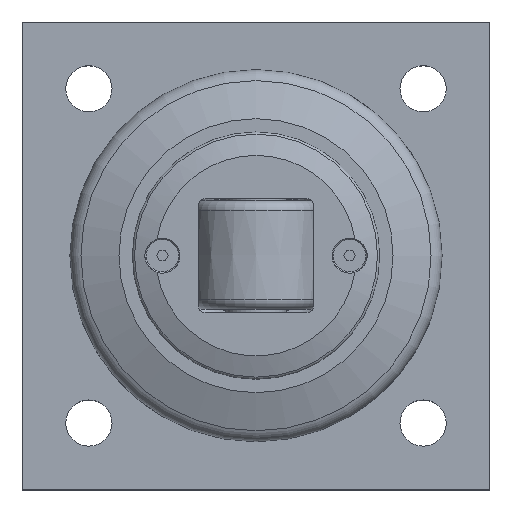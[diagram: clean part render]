
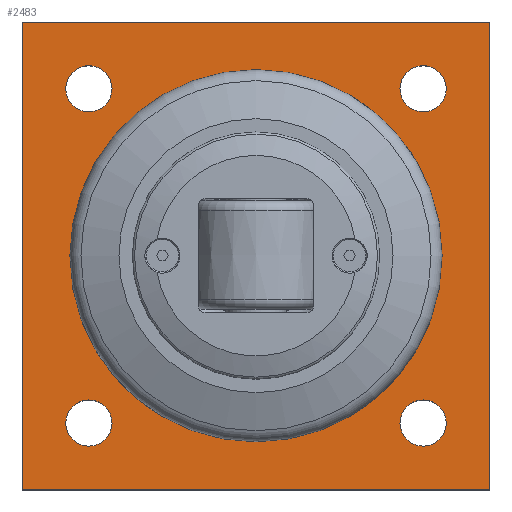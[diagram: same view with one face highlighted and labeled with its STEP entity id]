
A CAD part, top view. The second image highlights one B-rep face of the part: STEP entity #2483.
In plain terms, the highlighted planar face has unit normal (0, 0, 1).
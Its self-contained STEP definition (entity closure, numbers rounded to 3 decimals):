
#74=FACE_BOUND('',#435,.T.);
#75=FACE_BOUND('',#436,.T.);
#76=FACE_BOUND('',#437,.T.);
#77=FACE_BOUND('',#438,.T.);
#78=FACE_BOUND('',#439,.T.);
#139=PLANE('',#2799);
#277=FACE_OUTER_BOUND('',#434,.T.);
#434=EDGE_LOOP('',(#2122,#2123,#2124,#2125));
#435=EDGE_LOOP('',(#2126));
#436=EDGE_LOOP('',(#2127,#2128));
#437=EDGE_LOOP('',(#2129,#2130));
#438=EDGE_LOOP('',(#2131,#2132));
#439=EDGE_LOOP('',(#2133,#2134));
#568=LINE('',#4507,#697);
#572=LINE('',#4515,#701);
#575=LINE('',#4521,#704);
#578=LINE('',#4526,#707);
#697=VECTOR('',#3506,10.);
#701=VECTOR('',#3512,10.);
#704=VECTOR('',#3517,10.);
#707=VECTOR('',#3522,10.);
#864=CIRCLE('',#2770,35.);
#870=CIRCLE('',#2779,6.918);
#871=CIRCLE('',#2780,6.918);
#873=CIRCLE('',#2783,6.918);
#874=CIRCLE('',#2784,6.918);
#876=CIRCLE('',#2787,6.918);
#877=CIRCLE('',#2788,6.918);
#879=CIRCLE('',#2791,6.918);
#880=CIRCLE('',#2792,6.918);
#1103=VERTEX_POINT('',#4456);
#1109=VERTEX_POINT('',#4473);
#1110=VERTEX_POINT('',#4474);
#1112=VERTEX_POINT('',#4481);
#1113=VERTEX_POINT('',#4482);
#1115=VERTEX_POINT('',#4489);
#1116=VERTEX_POINT('',#4490);
#1118=VERTEX_POINT('',#4497);
#1119=VERTEX_POINT('',#4498);
#1121=VERTEX_POINT('',#4505);
#1122=VERTEX_POINT('',#4506);
#1125=VERTEX_POINT('',#4514);
#1127=VERTEX_POINT('',#4520);
#1435=EDGE_CURVE('',#1103,#1103,#864,.T.);
#1442=EDGE_CURVE('',#1109,#1110,#870,.T.);
#1443=EDGE_CURVE('',#1110,#1109,#871,.T.);
#1446=EDGE_CURVE('',#1112,#1113,#873,.T.);
#1447=EDGE_CURVE('',#1113,#1112,#874,.T.);
#1450=EDGE_CURVE('',#1115,#1116,#876,.T.);
#1451=EDGE_CURVE('',#1116,#1115,#877,.T.);
#1454=EDGE_CURVE('',#1118,#1119,#879,.T.);
#1455=EDGE_CURVE('',#1119,#1118,#880,.T.);
#1458=EDGE_CURVE('',#1121,#1122,#568,.T.);
#1462=EDGE_CURVE('',#1122,#1125,#572,.T.);
#1465=EDGE_CURVE('',#1125,#1127,#575,.T.);
#1468=EDGE_CURVE('',#1127,#1121,#578,.T.);
#2122=ORIENTED_EDGE('',*,*,#1458,.F.);
#2123=ORIENTED_EDGE('',*,*,#1468,.F.);
#2124=ORIENTED_EDGE('',*,*,#1465,.F.);
#2125=ORIENTED_EDGE('',*,*,#1462,.F.);
#2126=ORIENTED_EDGE('',*,*,#1435,.T.);
#2127=ORIENTED_EDGE('',*,*,#1442,.T.);
#2128=ORIENTED_EDGE('',*,*,#1443,.T.);
#2129=ORIENTED_EDGE('',*,*,#1446,.T.);
#2130=ORIENTED_EDGE('',*,*,#1447,.T.);
#2131=ORIENTED_EDGE('',*,*,#1450,.T.);
#2132=ORIENTED_EDGE('',*,*,#1451,.T.);
#2133=ORIENTED_EDGE('',*,*,#1454,.T.);
#2134=ORIENTED_EDGE('',*,*,#1455,.T.);
#2483=ADVANCED_FACE('',(#277,#74,#75,#76,#77,#78),#139,.T.);
#2770=AXIS2_PLACEMENT_3D('',#4458,#3451,#3452);
#2779=AXIS2_PLACEMENT_3D('',#4475,#3470,#3471);
#2780=AXIS2_PLACEMENT_3D('',#4476,#3472,#3473);
#2783=AXIS2_PLACEMENT_3D('',#4483,#3479,#3480);
#2784=AXIS2_PLACEMENT_3D('',#4484,#3481,#3482);
#2787=AXIS2_PLACEMENT_3D('',#4491,#3488,#3489);
#2788=AXIS2_PLACEMENT_3D('',#4492,#3490,#3491);
#2791=AXIS2_PLACEMENT_3D('',#4499,#3497,#3498);
#2792=AXIS2_PLACEMENT_3D('',#4500,#3499,#3500);
#2799=AXIS2_PLACEMENT_3D('',#4529,#3526,#3527);
#3451=DIRECTION('center_axis',(0.,0.,-1.));
#3452=DIRECTION('ref_axis',(-1.,0.,0.));
#3470=DIRECTION('center_axis',(0.,0.,-1.));
#3471=DIRECTION('ref_axis',(1.,0.,0.));
#3472=DIRECTION('center_axis',(0.,0.,-1.));
#3473=DIRECTION('ref_axis',(1.,0.,0.));
#3479=DIRECTION('center_axis',(0.,0.,-1.));
#3480=DIRECTION('ref_axis',(1.,0.,0.));
#3481=DIRECTION('center_axis',(0.,0.,-1.));
#3482=DIRECTION('ref_axis',(1.,0.,0.));
#3488=DIRECTION('center_axis',(0.,0.,-1.));
#3489=DIRECTION('ref_axis',(1.,0.,0.));
#3490=DIRECTION('center_axis',(0.,0.,-1.));
#3491=DIRECTION('ref_axis',(1.,0.,0.));
#3497=DIRECTION('center_axis',(0.,0.,-1.));
#3498=DIRECTION('ref_axis',(1.,0.,0.));
#3499=DIRECTION('center_axis',(0.,0.,-1.));
#3500=DIRECTION('ref_axis',(1.,0.,0.));
#3506=DIRECTION('',(0.,1.,0.));
#3512=DIRECTION('',(1.,0.,0.));
#3517=DIRECTION('',(0.,-1.,0.));
#3522=DIRECTION('',(-1.,0.,0.));
#3526=DIRECTION('center_axis',(0.,0.,1.));
#3527=DIRECTION('ref_axis',(1.,0.,0.));
#4456=CARTESIAN_POINT('',(105.,70.,20.));
#4458=CARTESIAN_POINT('Origin',(70.,70.,20.));
#4473=CARTESIAN_POINT('',(26.917,20.,20.));
#4474=CARTESIAN_POINT('',(13.082,20.,20.));
#4475=CARTESIAN_POINT('Origin',(20.,20.,20.));
#4476=CARTESIAN_POINT('Origin',(20.,20.,20.));
#4481=CARTESIAN_POINT('',(126.918,20.,20.));
#4482=CARTESIAN_POINT('',(113.083,20.,20.));
#4483=CARTESIAN_POINT('Origin',(120.,20.,20.));
#4484=CARTESIAN_POINT('Origin',(120.,20.,20.));
#4489=CARTESIAN_POINT('',(126.918,120.,20.));
#4490=CARTESIAN_POINT('',(113.083,120.,20.));
#4491=CARTESIAN_POINT('Origin',(120.,120.,20.));
#4492=CARTESIAN_POINT('Origin',(120.,120.,20.));
#4497=CARTESIAN_POINT('',(26.917,120.,20.));
#4498=CARTESIAN_POINT('',(13.082,120.,20.));
#4499=CARTESIAN_POINT('Origin',(20.,120.,20.));
#4500=CARTESIAN_POINT('Origin',(20.,120.,20.));
#4505=CARTESIAN_POINT('',(0.,0.,20.));
#4506=CARTESIAN_POINT('',(0.,140.,20.));
#4507=CARTESIAN_POINT('',(0.,140.,20.));
#4514=CARTESIAN_POINT('',(140.,140.,20.));
#4515=CARTESIAN_POINT('',(140.,140.,20.));
#4520=CARTESIAN_POINT('',(140.,0.,20.));
#4521=CARTESIAN_POINT('',(140.,0.,20.));
#4526=CARTESIAN_POINT('',(0.,0.,20.));
#4529=CARTESIAN_POINT('Origin',(70.,70.,20.));
